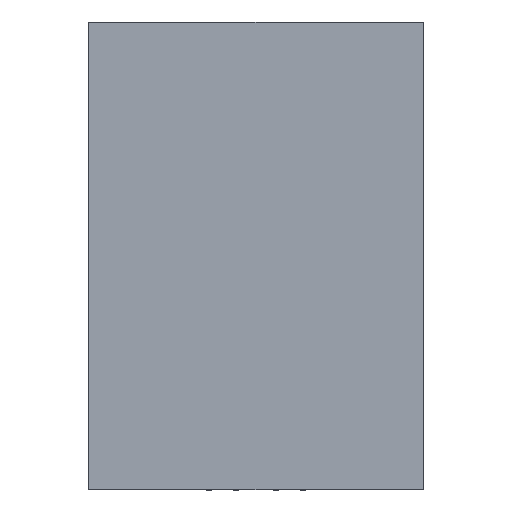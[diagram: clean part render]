
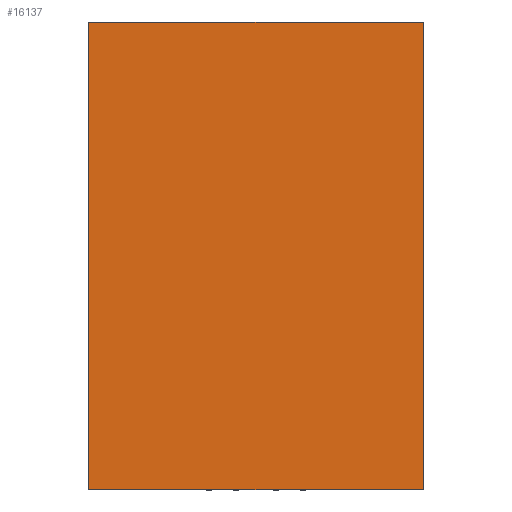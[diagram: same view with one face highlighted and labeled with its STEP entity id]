
A CAD part, top view. The second image highlights one B-rep face of the part: STEP entity #16137.
In plain terms, the highlighted face is planar.
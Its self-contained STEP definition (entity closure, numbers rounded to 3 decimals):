
#13344=DIRECTION('',(0.,0.,1.));
#13345=VECTOR('',#13344,3.5);
#13346=CARTESIAN_POINT('',(-1.25,0.775,-1.75));
#13347=LINE('',#13346,#13345);
#13351=DIRECTION('',(-1.,0.,0.));
#13352=VECTOR('',#13351,2.5);
#13353=CARTESIAN_POINT('',(1.25,0.775,-1.75));
#13354=LINE('',#13353,#13352);
#13358=DIRECTION('',(0.,0.,-1.));
#13359=VECTOR('',#13358,3.5);
#13360=CARTESIAN_POINT('',(1.25,0.775,1.75));
#13361=LINE('',#13360,#13359);
#13365=DIRECTION('',(1.,0.,0.));
#13366=VECTOR('',#13365,2.5);
#13367=CARTESIAN_POINT('',(-1.25,0.775,1.75));
#13368=LINE('',#13367,#13366);
#14280=CARTESIAN_POINT('',(-1.25,0.775,-1.75));
#14281=CARTESIAN_POINT('',(-1.25,0.775,1.75));
#14282=VERTEX_POINT('',#14280);
#14283=VERTEX_POINT('',#14281);
#14284=CARTESIAN_POINT('',(1.25,0.775,1.75));
#14285=VERTEX_POINT('',#14284);
#14286=CARTESIAN_POINT('',(1.25,0.775,-1.75));
#14287=VERTEX_POINT('',#14286);
#16126=CARTESIAN_POINT('',(0.,0.775,0.));
#16127=DIRECTION('',(0.,1.,0.));
#16128=DIRECTION('',(1.,0.,0.));
#16129=AXIS2_PLACEMENT_3D('',#16126,#16127,#16128);
#16130=PLANE('',#16129);
#16131=ORIENTED_EDGE('',*,*,#15130,.F.);
#16132=ORIENTED_EDGE('',*,*,#15209,.F.);
#16133=ORIENTED_EDGE('',*,*,#15469,.F.);
#16134=ORIENTED_EDGE('',*,*,#15985,.F.);
#16135=EDGE_LOOP('',(#16131,#16132,#16133,#16134));
#16136=FACE_OUTER_BOUND('',#16135,.F.);
#16137=ADVANCED_FACE('',(#16136),#16130,.T.);
#15130=EDGE_CURVE('',#14282,#14283,#13347,.T.);
#15209=EDGE_CURVE('',#14287,#14282,#13354,.T.);
#15469=EDGE_CURVE('',#14285,#14287,#13361,.T.);
#15985=EDGE_CURVE('',#14283,#14285,#13368,.T.);
